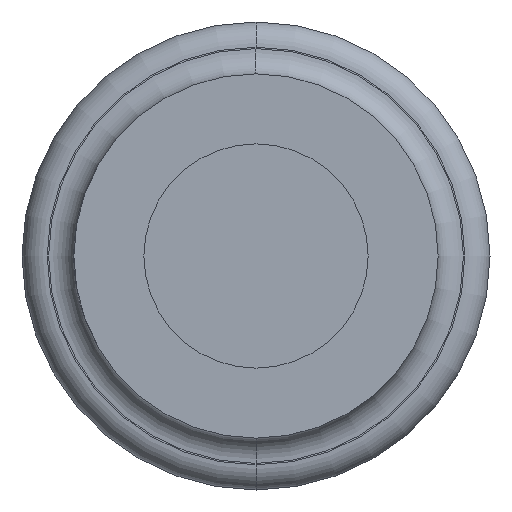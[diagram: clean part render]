
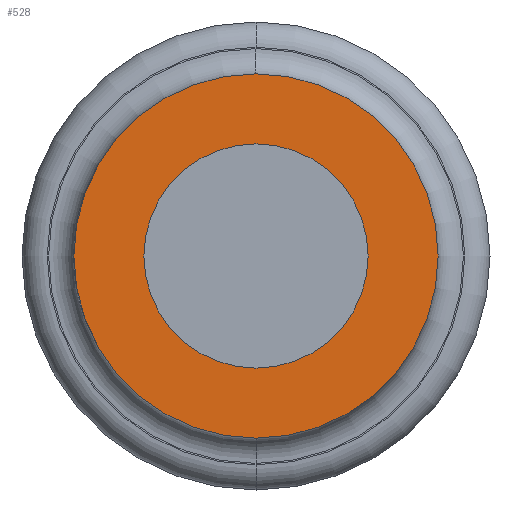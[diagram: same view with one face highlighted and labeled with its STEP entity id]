
A CAD part, left-side view. The second image highlights one B-rep face of the part: STEP entity #528.
In plain terms, the highlighted planar face has unit normal (-1, 0, 0).
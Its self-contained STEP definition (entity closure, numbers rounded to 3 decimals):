
#129=CARTESIAN_POINT('',(-6.8,0.,0.));
#130=DIRECTION('',(-1.,0.,0.));
#131=DIRECTION('',(0.,0.,-1.));
#132=AXIS2_PLACEMENT_3D('',#129,#130,#131);
#134=CARTESIAN_POINT('',(-6.8,0.,0.));
#135=DIRECTION('',(1.,0.,0.));
#136=DIRECTION('',(0.,0.,-1.));
#137=AXIS2_PLACEMENT_3D('',#134,#135,#136);
#144=CARTESIAN_POINT('',(-6.8,0.,0.));
#145=DIRECTION('',(1.,0.,0.));
#146=DIRECTION('',(0.,0.,-1.));
#147=AXIS2_PLACEMENT_3D('',#144,#145,#146);
#158=CARTESIAN_POINT('',(-6.8,0.,0.));
#159=DIRECTION('',(-1.,0.,0.));
#160=DIRECTION('',(0.,0.,-1.));
#161=AXIS2_PLACEMENT_3D('',#158,#159,#160);
#331=CARTESIAN_POINT('',(-6.8,0.,-1.3));
#332=CARTESIAN_POINT('',(-6.8,0.,1.3));
#333=VERTEX_POINT('',#331);
#334=VERTEX_POINT('',#332);
#335=CARTESIAN_POINT('',(-6.8,0.,-0.8));
#336=CARTESIAN_POINT('',(-6.8,0.,0.8));
#337=VERTEX_POINT('',#335);
#338=VERTEX_POINT('',#336);
#513=CARTESIAN_POINT('',(-6.8,0.,0.));
#514=DIRECTION('',(1.,0.,0.));
#515=DIRECTION('',(0.,0.,1.));
#516=AXIS2_PLACEMENT_3D('',#513,#514,#515);
#517=PLANE('',#516);
#518=ORIENTED_EDGE('',*,*,#436,.F.);
#519=ORIENTED_EDGE('',*,*,#451,.T.);
#520=EDGE_LOOP('',(#518,#519));
#521=FACE_OUTER_BOUND('',#520,.F.);
#523=ORIENTED_EDGE('',*,*,#522,.F.);
#525=ORIENTED_EDGE('',*,*,#524,.T.);
#526=EDGE_LOOP('',(#523,#525));
#527=FACE_BOUND('',#526,.F.);
#528=ADVANCED_FACE('',(#521,#527),#517,.F.);
#133=CIRCLE('',#132,1.3);
#138=CIRCLE('',#137,1.3);
#148=CIRCLE('',#147,0.8);
#162=CIRCLE('',#161,0.8);
#436=EDGE_CURVE('',#333,#334,#133,.T.);
#451=EDGE_CURVE('',#333,#334,#138,.T.);
#522=EDGE_CURVE('',#337,#338,#148,.T.);
#524=EDGE_CURVE('',#337,#338,#162,.T.);
